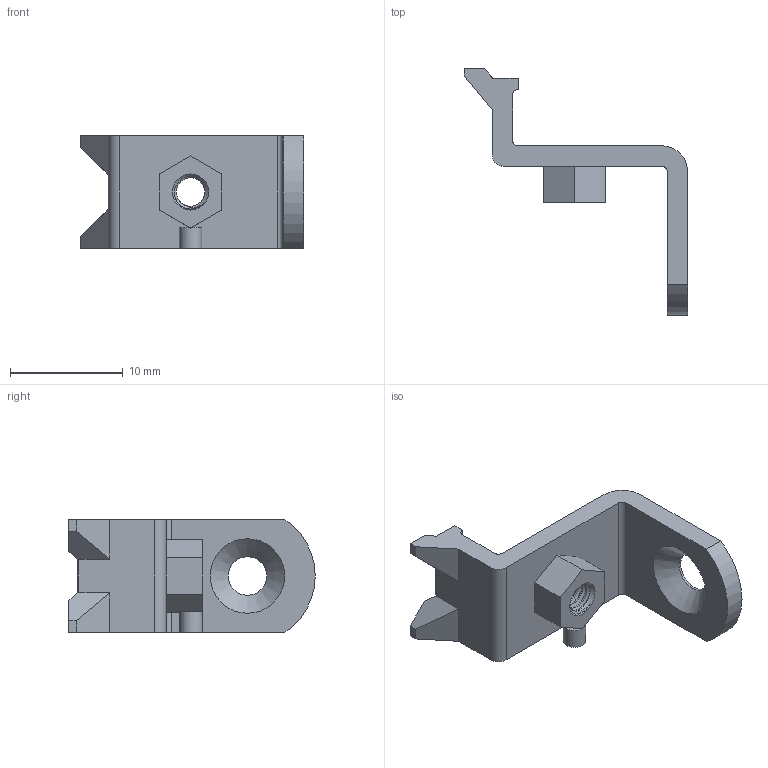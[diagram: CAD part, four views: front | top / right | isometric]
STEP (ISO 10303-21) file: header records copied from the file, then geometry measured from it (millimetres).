
FILE_DESCRIPTION(('FreeCAD Model'),'2;1');
FILE_NAME('Open CASCADE Shape Model','2024-03-24T21:14:25',(''),(''), 'Open CASCADE STEP processor 7.6','FreeCAD','Unknown');
FILE_SCHEMA(('AUTOMOTIVE_DESIGN { 1 0 10303 214 1 1 1 1 }'));
Length unit declared in the file: millimetre
Products named in the file (1): Pocket053032723
Bounding box: 19.76 x 21.82 x 10 mm (x, y, z)
Volume: 687.2 mm3; surface area: 1027.3 mm2
Topology: 1 solids, 1 shells, 82 faces, 216 edges, 137 vertices
Faces by surface type: bspline 32, plane 29, cylinder 19, cone 2
Full cylindrical faces by diameter (mm): 2 x1, 2.52 x9, 3.4 x1
Entity records: 11272 total; most frequent: CARTESIAN_POINT 7502, DIRECTION 488, ORIENTED_EDGE 432, PCURVE 432, DEFINITIONAL_REPRESENTATION 432, LINE 312, VECTOR 312, B_SPLINE_CURVE_WITH_KNOTS 284
